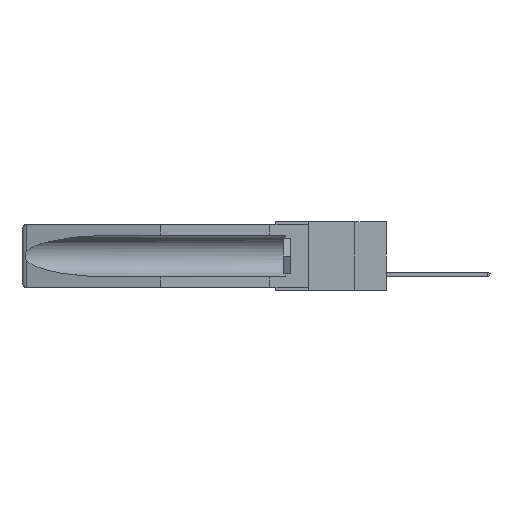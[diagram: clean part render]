
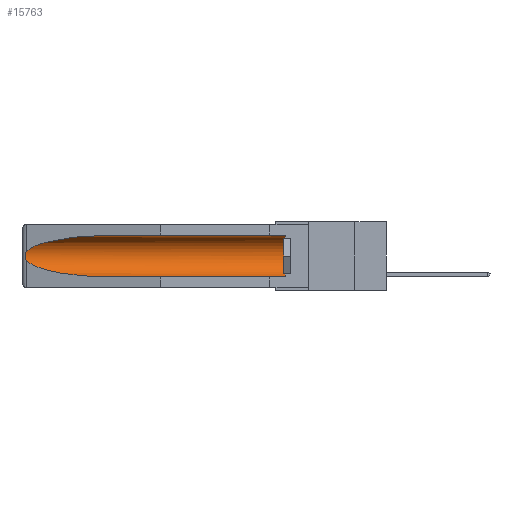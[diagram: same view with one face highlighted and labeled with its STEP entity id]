
A CAD part, left-side view. The second image highlights one B-rep face of the part: STEP entity #15763.
In plain terms, the highlighted cylindrical face has radius 2.857 mm (diameter 5.715 mm), a partial arc.
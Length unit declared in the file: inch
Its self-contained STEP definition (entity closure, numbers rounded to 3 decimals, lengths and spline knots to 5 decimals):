
#765 = DIRECTION ( 'NONE',  ( 0., 1., 0. ) ) ;
#1536 = CARTESIAN_POINT ( 'NONE',  ( 0.26597, 1.52961, -0.15275 ) ) ;
#1669 = CARTESIAN_POINT ( 'NONE',  ( 0.2673, 1.53269, -0.17917 ) ) ;
#1692 = ORIENTED_EDGE ( 'NONE', *, *, #17962, .T. ) ;
#1720 = CARTESIAN_POINT ( 'NONE',  ( 0.21114, 1.30732, -0.284 ) ) ;
#1871 = DIRECTION ( 'NONE',  ( 0., 1., 0. ) ) ;
#2031 = CARTESIAN_POINT ( 'NONE',  ( 0.155, 0.126, -0.284 ) ) ;
#3161 = EDGE_LOOP ( 'NONE', ( #14602, #1692, #13533, #11974, #16586, #19766 ) ) ;
#3280 = CARTESIAN_POINT ( 'NONE',  ( 0.26655, 1.53094, -0.18657 ) ) ;
#3813 = VERTEX_POINT ( 'NONE', #9098 ) ;
#4840 = CARTESIAN_POINT ( 'NONE',  ( 0.2673, 1.5327, -0.16383 ) ) ;
#5241 =( BOUNDED_CURVE ( )  B_SPLINE_CURVE ( 3, ( #6890, #18455, #18316, #10284 ),
 .UNSPECIFIED., .F., .T. ) 
 B_SPLINE_CURVE_WITH_KNOTS ( ( 4, 4 ),
 ( 4.71239, 6.08839 ),
 .UNSPECIFIED. ) 
 CURVE ( )  GEOMETRIC_REPRESENTATION_ITEM ( )  RATIONAL_B_SPLINE_CURVE ( ( 1., 0.848, 0.848, 1. ) ) 
 REPRESENTATION_ITEM ( '' )  );
#5243 = EDGE_CURVE ( 'NONE', #19373, #8931, #6745, .T. ) ;
#5254 = DIRECTION ( 'NONE',  ( 0., 0., 1. ) ) ;
#5304 = VECTOR ( 'NONE', #13286, 39.37008 ) ;
#5411 = EDGE_CURVE ( 'NONE', #10462, #18145, #5241, .T. ) ;
#5584 = EDGE_CURVE ( 'NONE', #13466, #8931, #16948, .T. ) ;
#6624 = CARTESIAN_POINT ( 'NONE',  ( 0.26537, 1.52718, -0.19328 ) ) ;
#6745 =( BOUNDED_CURVE ( )  B_SPLINE_CURVE ( 3, ( #6624, #14760, #1720, #11640 ),
 .UNSPECIFIED., .F., .F. ) 
 B_SPLINE_CURVE_WITH_KNOTS ( ( 4, 4 ),
 ( 0.1948, 1.5708 ),
 .UNSPECIFIED. ) 
 CURVE ( )  GEOMETRIC_REPRESENTATION_ITEM ( )  RATIONAL_B_SPLINE_CURVE ( ( 1., 0.848, 0.848, 1. ) ) 
 REPRESENTATION_ITEM ( '' )  );
#6890 = CARTESIAN_POINT ( 'NONE',  ( 0.155, 1.07973, -0.059 ) ) ;
#7204 = CARTESIAN_POINT ( 'NONE',  ( 0.155, 1.07973, -0.059 ) ) ;
#7739 = CARTESIAN_POINT ( 'NONE',  ( 0.26597, 1.5296, -0.19026 ) ) ;
#8016 = CARTESIAN_POINT ( 'NONE',  ( 0.2675, 1.53308, -0.17534 ) ) ;
#8266 = CARTESIAN_POINT ( 'NONE',  ( 0.155, 0.126, -0.1715 ) ) ;
#8931 = VERTEX_POINT ( 'NONE', #17702 ) ;
#9098 = CARTESIAN_POINT ( 'NONE',  ( 0.155, 0.126, -0.059 ) ) ;
#9782 = EDGE_CURVE ( 'NONE', #3813, #10462, #15795, .T. ) ;
#9863 = CYLINDRICAL_SURFACE ( 'NONE', #19133, 0.1125 ) ;
#10284 = CARTESIAN_POINT ( 'NONE',  ( 0.26537, 1.52718, -0.14972 ) ) ;
#10363 = B_SPLINE_CURVE_WITH_KNOTS ( 'NONE', 3,
 ( #11157, #1536, #14496, #4840, #17795, #8016, #1669, #3280, #7739, #19137 ),
 .UNSPECIFIED., .F., .F.,
 ( 4, 2, 2, 2, 4 ),
 ( 0., 0.00029, 0.00058, 0.00087, 0.00117 ),
 .UNSPECIFIED. ) ;
#10419 = CARTESIAN_POINT ( 'NONE',  ( 0.155, -0.30754, -0.059 ) ) ;
#10462 = VERTEX_POINT ( 'NONE', #7204 ) ;
#11157 = CARTESIAN_POINT ( 'NONE',  ( 0.26537, 1.52718, -0.14972 ) ) ;
#11591 = DIRECTION ( 'NONE',  ( 0., 0., 1. ) ) ;
#11640 = CARTESIAN_POINT ( 'NONE',  ( 0.155, 1.07973, -0.284 ) ) ;
#11974 = ORIENTED_EDGE ( 'NONE', *, *, #5584, .F. ) ;
#12362 = CARTESIAN_POINT ( 'NONE',  ( 0.26537, 1.52718, -0.14972 ) ) ;
#13140 = CARTESIAN_POINT ( 'NONE',  ( 0.26537, 1.52718, -0.19328 ) ) ;
#13197 = CARTESIAN_POINT ( 'NONE',  ( 0.155, -0.30754, -0.1715 ) ) ;
#13286 = DIRECTION ( 'NONE',  ( 0., 1., 0. ) ) ;
#13466 = VERTEX_POINT ( 'NONE', #2031 ) ;
#13533 = ORIENTED_EDGE ( 'NONE', *, *, #5243, .T. ) ;
#14496 = CARTESIAN_POINT ( 'NONE',  ( 0.26654, 1.53092, -0.15636 ) ) ;
#14602 = ORIENTED_EDGE ( 'NONE', *, *, #5411, .T. ) ;
#14759 = DIRECTION ( 'NONE',  ( 0., -1., 0. ) ) ;
#14760 = CARTESIAN_POINT ( 'NONE',  ( 0.25451, 1.48313, -0.24835 ) ) ;
#14941 = CARTESIAN_POINT ( 'NONE',  ( 0.155, -0.30754, -0.284 ) ) ;
#15122 = CIRCLE ( 'NONE', #15380, 0.1125 ) ;
#15380 = AXIS2_PLACEMENT_3D ( 'NONE', #8266, #14759, #5254 ) ;
#15763 = ADVANCED_FACE ( 'NONE', ( #20045 ), #9863, .F. ) ;
#15795 = LINE ( 'NONE', #10419, #17080 ) ;
#16586 = ORIENTED_EDGE ( 'NONE', *, *, #18487, .T. ) ;
#16948 = LINE ( 'NONE', #14941, #5304 ) ;
#17080 = VECTOR ( 'NONE', #765, 39.37008 ) ;
#17702 = CARTESIAN_POINT ( 'NONE',  ( 0.155, 1.07973, -0.284 ) ) ;
#17795 = CARTESIAN_POINT ( 'NONE',  ( 0.2675, 1.53308, -0.16763 ) ) ;
#17962 = EDGE_CURVE ( 'NONE', #18145, #19373, #10363, .T. ) ;
#18145 = VERTEX_POINT ( 'NONE', #12362 ) ;
#18316 = CARTESIAN_POINT ( 'NONE',  ( 0.25451, 1.48313, -0.09465 ) ) ;
#18455 = CARTESIAN_POINT ( 'NONE',  ( 0.21114, 1.30732, -0.059 ) ) ;
#18487 = EDGE_CURVE ( 'NONE', #13466, #3813, #15122, .T. ) ;
#19133 = AXIS2_PLACEMENT_3D ( 'NONE', #13197, #1871, #11591 ) ;
#19137 = CARTESIAN_POINT ( 'NONE',  ( 0.26537, 1.52718, -0.19328 ) ) ;
#19373 = VERTEX_POINT ( 'NONE', #13140 ) ;
#19766 = ORIENTED_EDGE ( 'NONE', *, *, #9782, .T. ) ;
#20045 = FACE_OUTER_BOUND ( 'NONE', #3161, .T. ) ;
